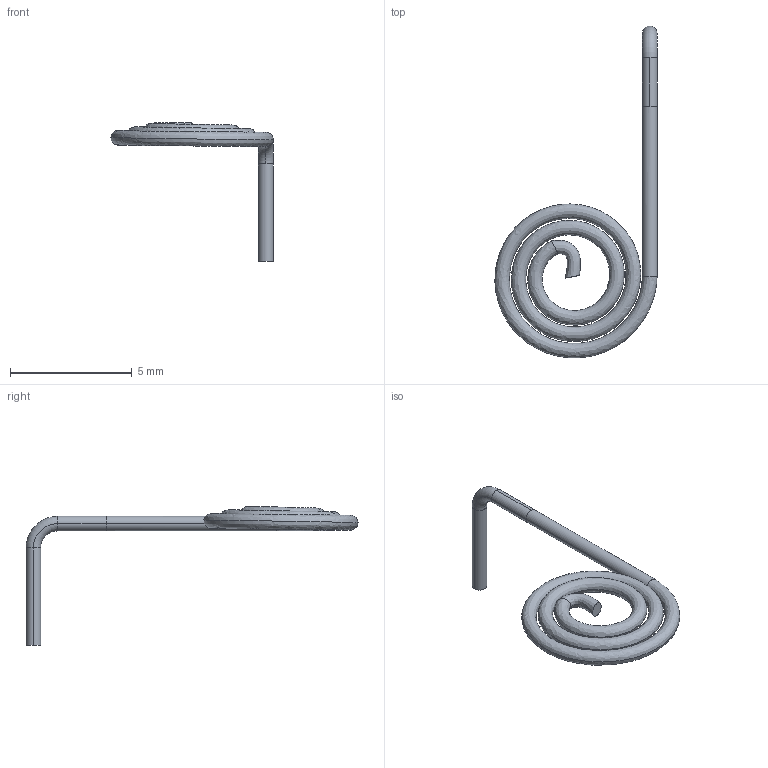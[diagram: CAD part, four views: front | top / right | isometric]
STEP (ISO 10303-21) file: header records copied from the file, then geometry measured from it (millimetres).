
FILE_DESCRIPTION (( 'STEP AP214' ), '1' );
FILE_NAME ('Terminal+AAA.STEP', '2022-07-11T01:00:21', ( '' ), ( '' ), 'SwSTEP 2.0', 'SolidWorks 2019', '' );
FILE_SCHEMA (( 'AUTOMOTIVE_DESIGN' ));
Length unit declared in the file: millimetre
Products named in the file (1): Terminal+AAA
Bounding box: 6.66 x 13.63 x 5.7 mm (x, y, z)
Volume: 15.5 mm3; surface area: 103.9 mm2
Topology: 1 solids, 1 shells, 16 faces, 32 edges, 18 vertices
Faces by surface type: bspline 6, cylinder 5, torus 3, plane 2
Entity records: 1401 total; most frequent: CARTESIAN_POINT 1077, ORIENTED_EDGE 64, DIRECTION 57, EDGE_CURVE 32, AXIS2_PLACEMENT_3D 26, VERTEX_POINT 18, FACE_OUTER_BOUND 16, EDGE_LOOP 16
